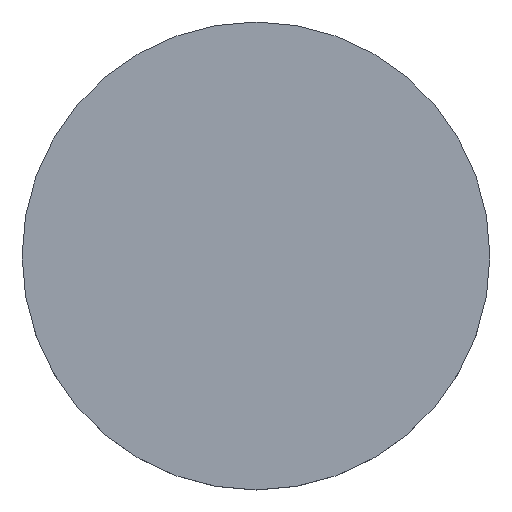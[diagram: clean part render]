
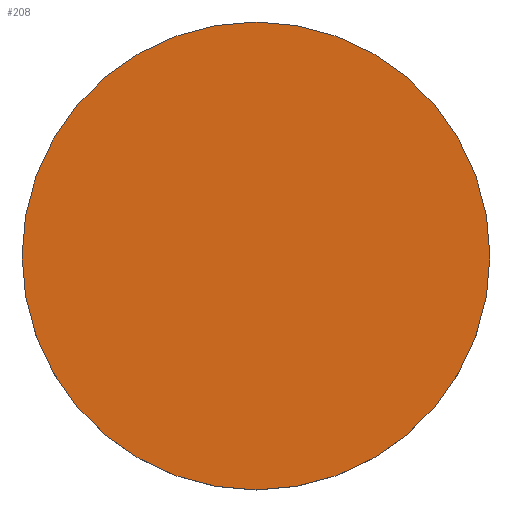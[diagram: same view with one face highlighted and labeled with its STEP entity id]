
A CAD part, top view. The second image highlights one B-rep face of the part: STEP entity #208.
In plain terms, the highlighted planar face has unit normal (0, 0, 1).
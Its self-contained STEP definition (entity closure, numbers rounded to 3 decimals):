
#5 = EDGE_CURVE ( 'NONE', #80, #99, #105, .T. ) ;
#21 = AXIS2_PLACEMENT_3D ( 'NONE', #183, #101, #114 ) ;
#24 = DIRECTION ( 'NONE',  ( 1., 0., 0. ) ) ;
#29 = CARTESIAN_POINT ( 'NONE',  ( 12.7, 0., 4. ) ) ;
#39 = CIRCLE ( 'NONE', #21, 12.7 ) ;
#43 = EDGE_CURVE ( 'NONE', #99, #80, #39, .T. ) ;
#51 = CARTESIAN_POINT ( 'NONE',  ( 0., 26.112, 4. ) ) ;
#74 = DIRECTION ( 'NONE',  ( 1., 0., 0. ) ) ;
#80 = VERTEX_POINT ( 'NONE', #161 ) ;
#92 = AXIS2_PLACEMENT_3D ( 'NONE', #131, #96, #24 ) ;
#96 = DIRECTION ( 'NONE',  ( 0., 0., -1. ) ) ;
#99 = VERTEX_POINT ( 'NONE', #29 ) ;
#101 = DIRECTION ( 'NONE',  ( 0., 0., -1. ) ) ;
#105 = CIRCLE ( 'NONE', #92, 12.7 ) ;
#114 = DIRECTION ( 'NONE',  ( 1., 0., 0. ) ) ;
#131 = CARTESIAN_POINT ( 'NONE',  ( 0., 0., 4. ) ) ;
#133 = ORIENTED_EDGE ( 'NONE', *, *, #5, .F. ) ;
#139 = PLANE ( 'NONE',  #144 ) ;
#144 = AXIS2_PLACEMENT_3D ( 'NONE', #51, #210, #74 ) ;
#161 = CARTESIAN_POINT ( 'NONE',  ( -12.7, 0., 4. ) ) ;
#183 = CARTESIAN_POINT ( 'NONE',  ( 0., 0., 4. ) ) ;
#195 = ORIENTED_EDGE ( 'NONE', *, *, #43, .F. ) ;
#198 = FACE_OUTER_BOUND ( 'NONE', #232, .T. ) ;
#208 = ADVANCED_FACE ( 'NONE', ( #198 ), #139, .T. ) ;
#210 = DIRECTION ( 'NONE',  ( 0., 0., 1. ) ) ;
#232 = EDGE_LOOP ( 'NONE', ( #195, #133 ) ) ;
